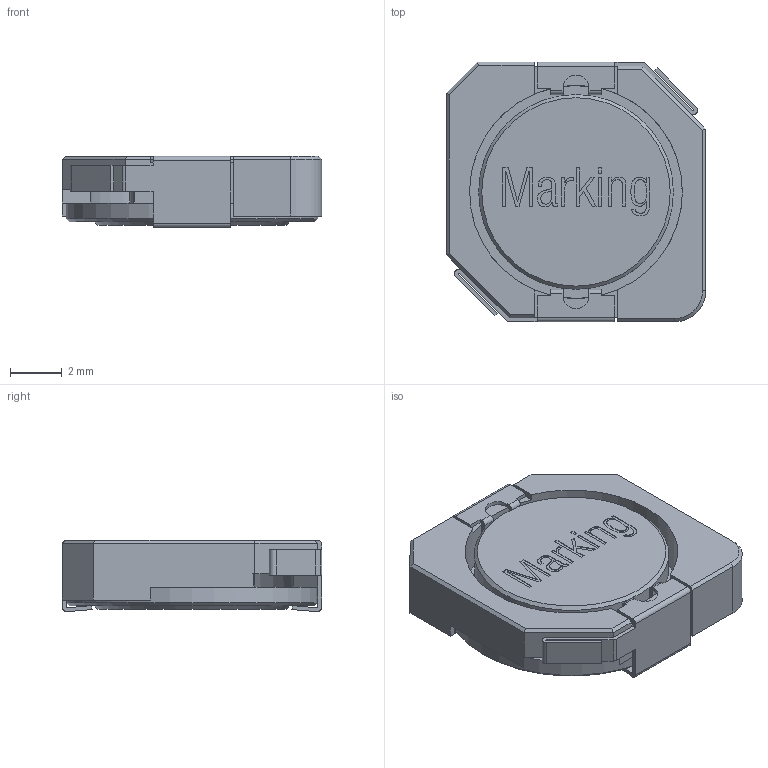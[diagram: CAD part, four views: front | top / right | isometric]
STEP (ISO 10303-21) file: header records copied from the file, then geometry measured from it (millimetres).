
FILE_DESCRIPTION( ( 'Unknown' ), '1' );
FILE_NAME( '7447713xx.stp', 'Unknown', ( 'Unknown' ), ( 'Unknown' ), 'PSStep 13.0', 'Unknown', ' ' );
FILE_SCHEMA( ( 'AUTOMOTIVE_DESIGN { 1 0 10303 214 1 1 1 1 }' ) );
Length unit declared in the file: millimetre
Products named in the file (4): Assem1; base; shielding ring; core
Bounding box: 10 x 10 x 2.75 mm (x, y, z)
Surface area: 1021.8 mm2
Topology: 7 solids, 7 shells, 404 faces, 1082 edges, 714 vertices
Faces by surface type: plane 311, cylinder 61, extrusion 24, cone 8
Full cylindrical faces by diameter (mm): 4.8 x2, 7.5 x2, 8.2 x2, 9.7 x2
Entity records: 7285 total; most frequent: CARTESIAN_POINT 1534, ORIENTED_EDGE 944, DIRECTION 749, EDGE_CURVE 472, VERTEX_POINT 316, VECTOR 283, LINE 271, AXIS2_PLACEMENT_3D 233
